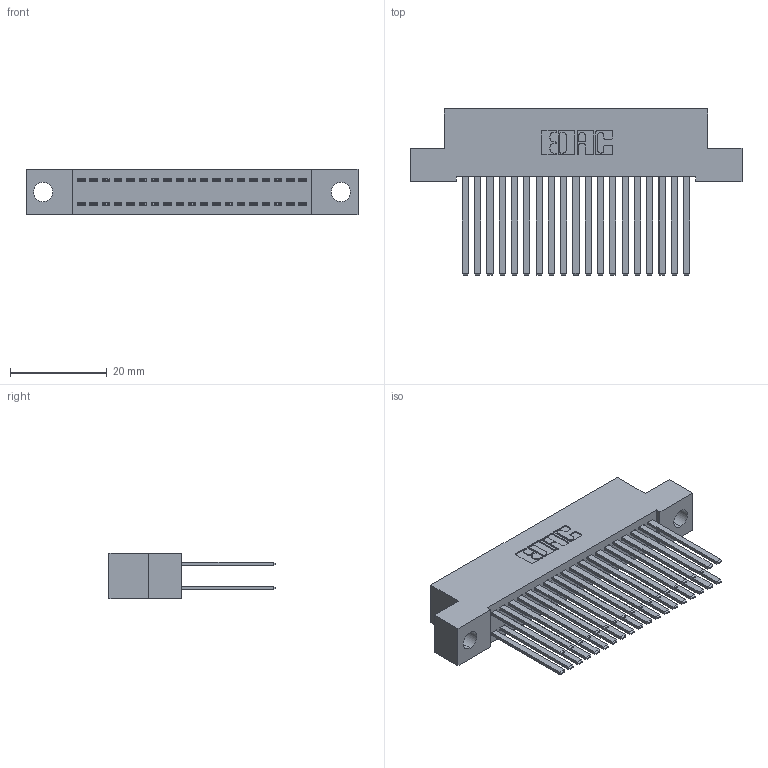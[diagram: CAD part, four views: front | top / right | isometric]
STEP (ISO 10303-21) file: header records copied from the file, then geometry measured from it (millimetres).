
FILE_DESCRIPTION (( 'STEP AP203' ), '1' );
FILE_NAME ('342-038-544-204.STEP', '2019-10-02T14:58:43', ( '' ), ( '' ), 'SwSTEP 2.0', 'SolidWorks 2016', '' );
FILE_SCHEMA (( 'CONFIG_CONTROL_DESIGN' ));
Length unit declared in the file: inch
Products named in the file (3): 345-292-001_345-293-144; 342-038-544-204; 342 Part_.156 TH
Assembly tree (39 placements, depth 2):
  342-038-544-204
    342 Part_.156 TH
    345-292-001_345-293-144  x38
Bounding box: 68.58 x 34.3 x 9.4 mm (x, y, z)
Volume: 6498.7 mm3; surface area: 11310.9 mm2
Topology: 39 solids, 39 shells, 1858 faces, 5505 edges, 3618 vertices
Faces by surface type: plane 1282, cylinder 576
Entity records: 14885 total; most frequent: CARTESIAN_POINT 2490, ORIENTED_EDGE 2426, DIRECTION 2165, EDGE_CURVE 1213, VECTOR 1089, LINE 1089, VERTEX_POINT 806, AXIS2_PLACEMENT_3D 538
